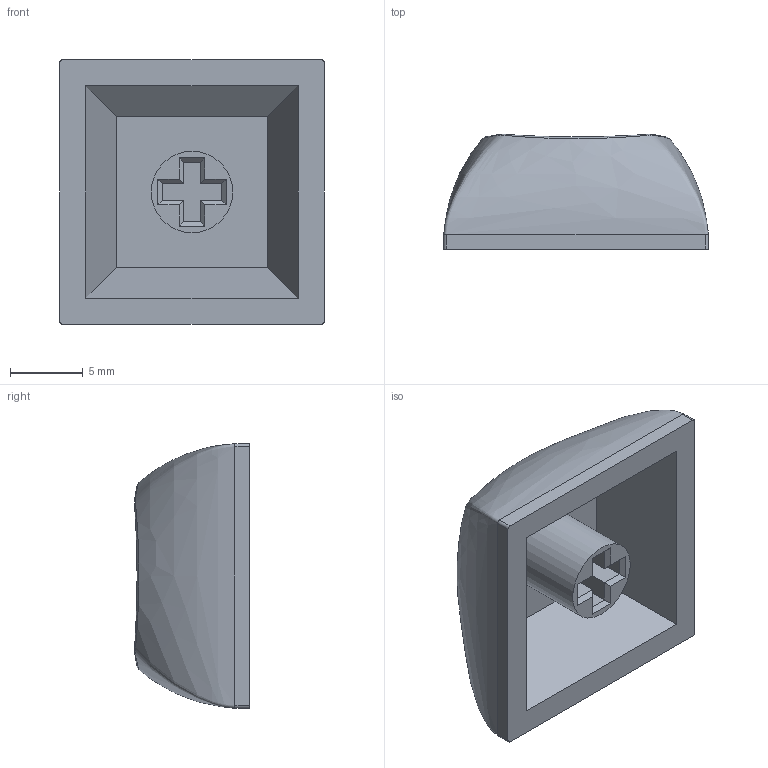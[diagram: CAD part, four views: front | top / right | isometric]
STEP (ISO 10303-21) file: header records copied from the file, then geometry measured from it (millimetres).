
FILE_DESCRIPTION(/* description */ (''),/* implementation_level */ '2;1');
FILE_NAME(/* name */ 'DSA 1u homing.step',/* time_stamp */ '2017-03-13T15:13:46-05:00',/* author */ (''),/* organization */ (''),/* preprocessor_version */ 'ST-DEVELOPER v16.5',/* originating_system */ 'Autodesk Translation Framework v5.2.0.2920',/* authorisation */ '');
FILE_SCHEMA (('AUTOMOTIVE_DESIGN { 1 0 10303 214 3 1 1 }'));
Length unit declared in the file: millimetre
Products named in the file (2): DSA V4 Homing 1 v3; MX Mount v1
Assembly tree (1 placements, depth 2):
  DSA V4 Homing 1 v3
    MX Mount v1
Bounding box: 18.2 x 7.91 x 18.2 mm (x, y, z)
Volume: 1354.4 mm3; surface area: 1621.1 mm2
Topology: 2 solids, 2 shells, 75 faces, 180 edges, 114 vertices
Faces by surface type: plane 64, cylinder 6, torus 2, bspline 2, sphere 1
Full cylindrical faces by diameter (mm): 5.6 x2
Entity records: 2712 total; most frequent: CARTESIAN_POINT 961, ORIENTED_EDGE 352, DIRECTION 334, EDGE_CURVE 176, LINE 148, VECTOR 148, VERTEX_POINT 113, AXIS2_PLACEMENT_3D 93
